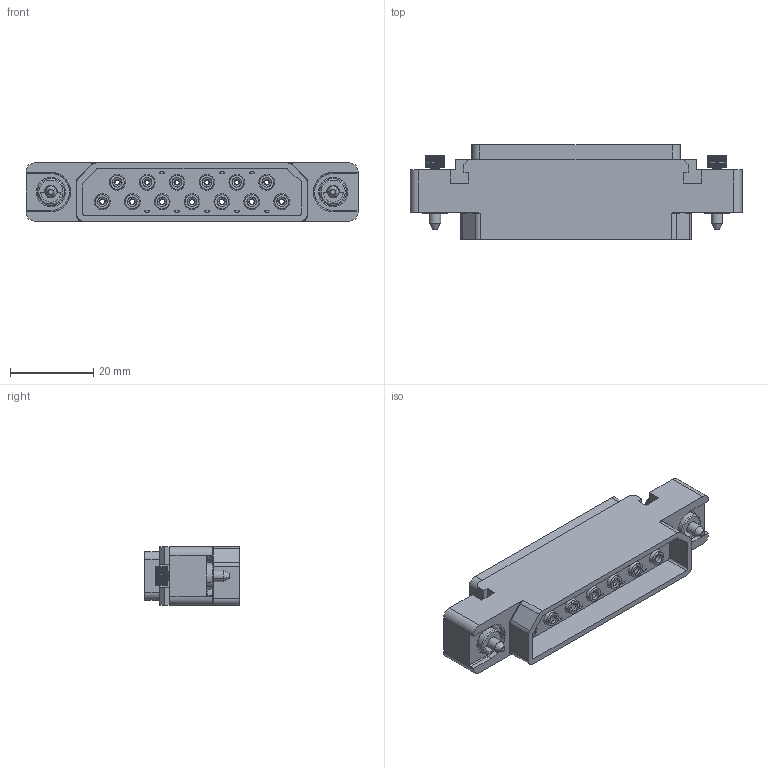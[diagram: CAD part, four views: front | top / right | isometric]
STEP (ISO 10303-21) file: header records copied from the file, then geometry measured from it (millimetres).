
FILE_DESCRIPTION((''),'2;1');
FILE_NAME('1900ND05P1A00A','2019-10-28T',('presta_be4'),(''),'CREO PARAMETRIC BY PTC INC, 2018360','CREO PARAMETRIC BY PTC INC, 2018360','');
FILE_SCHEMA(('CONFIG_CONTROL_DESIGN'));
Length unit declared in the file: millimetre
Products named in the file (1): 1900ND05P1A00A
Bounding box: 80 x 22.85 x 14 mm (x, y, z)
Volume: 12711.9 mm3; surface area: 12629.6 mm2
Topology: 3 solids, 3 shells, 1659 faces, 4041 edges, 2466 vertices
Faces by surface type: cylinder 574, plane 505, torus 296, cone 244, extrusion 28, bspline 12
Entity records: 50975 total; most frequent: CARTESIAN_POINT 11367, DIRECTION 8701, ORIENTED_EDGE 8074, EDGE_CURVE 4037, AXIS2_PLACEMENT_3D 3446, VERTEX_POINT 2466, CIRCLE 1827, EDGE_LOOP 1825
